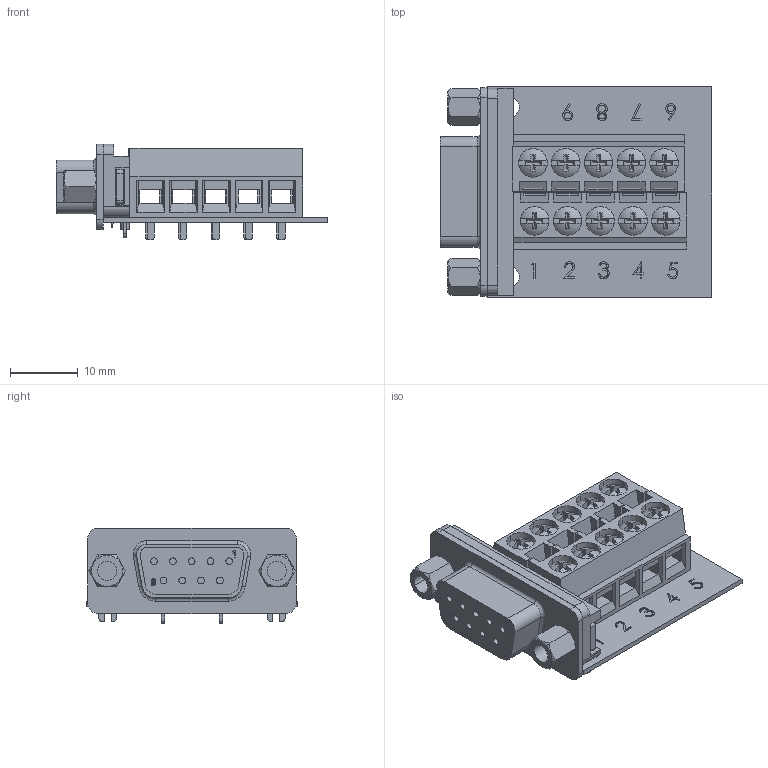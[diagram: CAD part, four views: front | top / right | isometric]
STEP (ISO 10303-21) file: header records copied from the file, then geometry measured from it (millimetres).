
FILE_DESCRIPTION (( 'STEP AP203' ), '1' );
FILE_NAME ('DGB9FT.STEP', '2006-06-23T18:34:40', ( 'lcom' ), ( 'lcom' ), 'SwSTEP 2.0', 'SolidWorks 2006004', '' );
FILE_SCHEMA (( 'CONFIG_CONTROL_DESIGN' ));
Length unit declared in the file: inch
Products named in the file (9): 3AB16-011; SD9S_Supplier Connector; DGB9FT; 3AA05-008_.160lg hex x .190 thd; DGB9FT-MA2; SP19089-MA1; 3AA02-010; 3AA01-017_3AA01-008-125
Assembly tree (15 placements, depth 3):
  DGB9FT
    SP19089-MA1
    3AA05-008_.160lg hex x .190 thd  x2
    3AB16-011  x2
      3AA01-017_3AA01-008-125
      3AB16-011
    3AA02-010  x2
    SD9S_Supplier Connector
    DGB9FT-MA2
Bounding box: 39.9 x 30.99 x 14.05 mm (x, y, z)
Volume: 5861.8 mm3; surface area: 9257.5 mm2
Topology: 19 solids, 19 shells, 1107 faces, 2695 edges, 1699 vertices
Faces by surface type: plane 613, cylinder 270, cone 90, bspline 77, torus 29, sphere 28
Entity records: 26061 total; most frequent: CARTESIAN_POINT 10304, ORIENTED_EDGE 3040, DIRECTION 2922, EDGE_CURVE 1520, AXIS2_PLACEMENT_3D 1009, VERTEX_POINT 981, VECTOR 904, LINE 904
